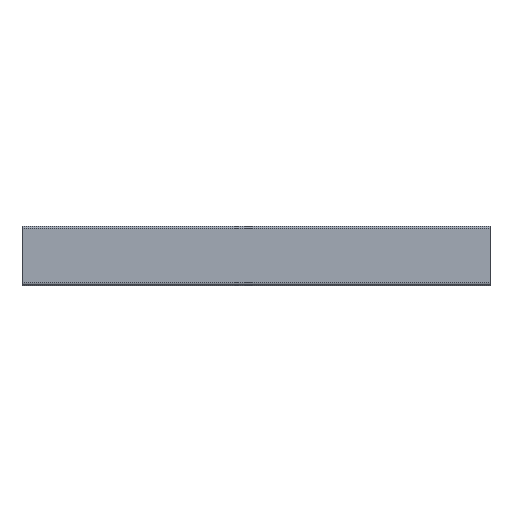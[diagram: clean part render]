
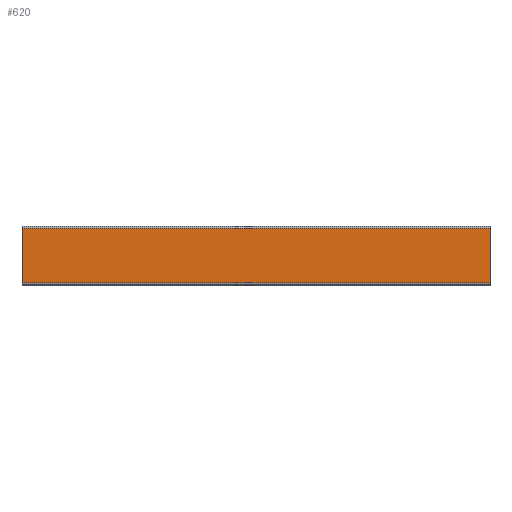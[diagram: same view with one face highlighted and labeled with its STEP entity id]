
A CAD part, top view. The second image highlights one B-rep face of the part: STEP entity #620.
In plain terms, the highlighted planar face has unit normal (0, 0, 1).
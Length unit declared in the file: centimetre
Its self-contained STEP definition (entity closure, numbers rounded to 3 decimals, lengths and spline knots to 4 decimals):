
#74=FACE_OUTER_BOUND('',#108,.T.);
#108=EDGE_LOOP('',(#420,#421,#422,#423));
#146=LINE('',#924,#208);
#147=LINE('',#926,#209);
#148=LINE('',#928,#210);
#149=LINE('',#929,#211);
#208=VECTOR('',#729,6.5);
#209=VECTOR('',#730,55.7);
#210=VECTOR('',#731,6.5);
#211=VECTOR('',#732,55.7);
#270=VERTEX_POINT('',#922);
#271=VERTEX_POINT('',#923);
#272=VERTEX_POINT('',#925);
#273=VERTEX_POINT('',#927);
#330=EDGE_CURVE('',#270,#271,#146,.T.);
#331=EDGE_CURVE('',#271,#272,#147,.T.);
#332=EDGE_CURVE('',#273,#272,#148,.T.);
#333=EDGE_CURVE('',#273,#270,#149,.T.);
#420=ORIENTED_EDGE('',*,*,#330,.T.);
#421=ORIENTED_EDGE('',*,*,#331,.T.);
#422=ORIENTED_EDGE('',*,*,#332,.F.);
#423=ORIENTED_EDGE('',*,*,#333,.T.);
#600=PLANE('',#658);
#620=ADVANCED_FACE('',(#74),#600,.T.);
#658=AXIS2_PLACEMENT_3D('',#921,#727,#728);
#727=DIRECTION('center_axis',(0.,0.,1.));
#728=DIRECTION('ref_axis',(0.,1.,0.));
#729=DIRECTION('',(0.,1.,0.));
#730=DIRECTION('',(-1.,0.,0.));
#731=DIRECTION('',(0.,1.,0.));
#732=DIRECTION('',(1.,0.,0.));
#921=CARTESIAN_POINT('Origin',(206.15,-3.25,29.));
#922=CARTESIAN_POINT('',(206.15,-3.25,29.));
#923=CARTESIAN_POINT('',(206.15,3.25,29.));
#924=CARTESIAN_POINT('',(206.15,-3.25,29.));
#925=CARTESIAN_POINT('',(150.45,3.25,29.));
#926=CARTESIAN_POINT('',(206.15,3.25,29.));
#927=CARTESIAN_POINT('',(150.45,-3.25,29.));
#928=CARTESIAN_POINT('',(150.45,-3.25,29.));
#929=CARTESIAN_POINT('',(150.45,-3.25,29.));
